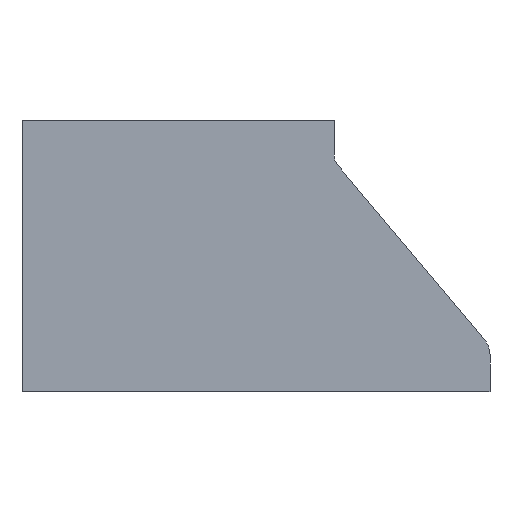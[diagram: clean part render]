
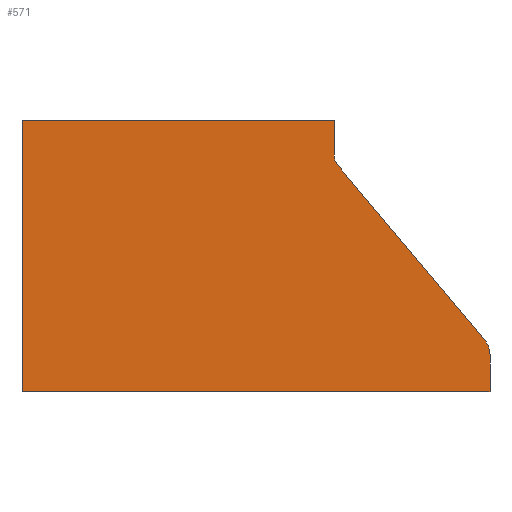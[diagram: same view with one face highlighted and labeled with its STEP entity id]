
A CAD part, front view. The second image highlights one B-rep face of the part: STEP entity #571.
In plain terms, the highlighted planar face has unit normal (0, -1, 0).
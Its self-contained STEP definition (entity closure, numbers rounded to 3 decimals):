
#23 = AXIS2_PLACEMENT_3D ( 'NONE', #1136, #1137, #1138 ) ;
#24 = AXIS2_PLACEMENT_3D ( 'NONE', #1132, #1133, #1134 ) ;
#52 = AXIS2_PLACEMENT_3D ( 'NONE', #478, #470, #491 ) ;
#100 = VERTEX_POINT ( 'NONE', #391 ) ;
#103 = VERTEX_POINT ( 'NONE', #390 ) ;
#117 = VERTEX_POINT ( 'NONE', #411 ) ;
#119 = VERTEX_POINT ( 'NONE', #413 ) ;
#174 = FACE_OUTER_BOUND ( 'NONE', #826, .T. ) ;
#206 = LINE ( 'NONE', #486, #208 ) ;
#208 = VECTOR ( 'NONE', #560, 1000. ) ;
#234 = LINE ( 'NONE', #991, #236 ) ;
#236 = VECTOR ( 'NONE', #992, 1000. ) ;
#265 = LINE ( 'NONE', #1037, #268 ) ;
#268 = VECTOR ( 'NONE', #1038, 1000. ) ;
#322 = LINE ( 'NONE', #1110, #325 ) ;
#325 = VECTOR ( 'NONE', #1111, 1000. ) ;
#332 = LINE ( 'NONE', #1120, #335 ) ;
#335 = VECTOR ( 'NONE', #1121, 1000. ) ;
#336 = LINE ( 'NONE', #1113, #338 ) ;
#338 = VECTOR ( 'NONE', #1105, 1000. ) ;
#339 = CIRCLE ( 'NONE', #24, 20. ) ;
#341 = CIRCLE ( 'NONE', #23, 30. ) ;
#390 = CARTESIAN_POINT ( 'NONE',  ( 800., 0., -348. ) ) ;
#391 = CARTESIAN_POINT ( 'NONE',  ( 800., 0., -300.652 ) ) ;
#411 = CARTESIAN_POINT ( 'NONE',  ( 600., 0., 0. ) ) ;
#413 = CARTESIAN_POINT ( 'NONE',  ( 600., 0., -44.433 ) ) ;
#470 = DIRECTION ( 'NONE',  ( 0., 1., 0. ) ) ;
#478 = CARTESIAN_POINT ( 'NONE',  ( -220., 0., -44.433 ) ) ;
#486 = CARTESIAN_POINT ( 'NONE',  ( 600., 0., 0. ) ) ;
#491 = DIRECTION ( 'NONE',  ( 0., 0., 1. ) ) ;
#492 = PLANE ( 'NONE',  #52 ) ;
#560 = DIRECTION ( 'NONE',  ( 0., 0., 1. ) ) ;
#571 = ADVANCED_FACE ( 'NONE', ( #174 ), #492, .F. ) ;
#609 = EDGE_CURVE ( 'NONE', #119, #117, #206, .T. ) ;
#626 = EDGE_CURVE ( 'NONE', #103, #100, #234, .T. ) ;
#644 = EDGE_CURVE ( 'NONE', #783, #117, #265, .T. ) ;
#676 = EDGE_CURVE ( 'NONE', #103, #791, #322, .T. ) ;
#681 = EDGE_CURVE ( 'NONE', #791, #783, #332, .T. ) ;
#683 = EDGE_CURVE ( 'NONE', #778, #773, #336, .T. ) ;
#685 = EDGE_CURVE ( 'NONE', #773, #119, #339, .T. ) ;
#687 = EDGE_CURVE ( 'NONE', #100, #778, #341, .T. ) ;
#710 = ORIENTED_EDGE ( 'NONE', *, *, #687, .T. ) ;
#731 = ORIENTED_EDGE ( 'NONE', *, *, #681, .F. ) ;
#738 = ORIENTED_EDGE ( 'NONE', *, *, #626, .T. ) ;
#745 = ORIENTED_EDGE ( 'NONE', *, *, #644, .F. ) ;
#747 = ORIENTED_EDGE ( 'NONE', *, *, #676, .F. ) ;
#773 = VERTEX_POINT ( 'NONE', #1148 ) ;
#778 = VERTEX_POINT ( 'NONE', #1159 ) ;
#783 = VERTEX_POINT ( 'NONE', #1164 ) ;
#791 = VERTEX_POINT ( 'NONE', #1172 ) ;
#826 = EDGE_LOOP ( 'NONE', ( #745, #731, #747, #738, #710, #871, #849, #839 ) ) ;
#839 = ORIENTED_EDGE ( 'NONE', *, *, #609, .T. ) ;
#849 = ORIENTED_EDGE ( 'NONE', *, *, #685, .T. ) ;
#871 = ORIENTED_EDGE ( 'NONE', *, *, #683, .T. ) ;
#991 = CARTESIAN_POINT ( 'NONE',  ( 800., 0., -300.652 ) ) ;
#992 = DIRECTION ( 'NONE',  ( 0., 0., 1. ) ) ;
#1037 = CARTESIAN_POINT ( 'NONE',  ( -200., 0., 0. ) ) ;
#1038 = DIRECTION ( 'NONE',  ( 1., 0., 0. ) ) ;
#1105 = DIRECTION ( 'NONE',  ( -0.643, 0., 0.766 ) ) ;
#1110 = CARTESIAN_POINT ( 'NONE',  ( -400., 0., -348. ) ) ;
#1111 = DIRECTION ( 'NONE',  ( -1., 0., 0. ) ) ;
#1113 = CARTESIAN_POINT ( 'NONE',  ( 604.688, 0., -57.3 ) ) ;
#1120 = CARTESIAN_POINT ( 'NONE',  ( 200., 0., 0. ) ) ;
#1121 = DIRECTION ( 'NONE',  ( 0., 0., 1. ) ) ;
#1132 = CARTESIAN_POINT ( 'NONE',  ( 620., 0., -44.433 ) ) ;
#1133 = DIRECTION ( 'NONE',  ( 0., 1., 0. ) ) ;
#1134 = DIRECTION ( 'NONE',  ( 0., 0., 1. ) ) ;
#1136 = CARTESIAN_POINT ( 'NONE',  ( 770., 0., -300.652 ) ) ;
#1137 = DIRECTION ( 'NONE',  ( 0., -1., 0. ) ) ;
#1138 = DIRECTION ( 'NONE',  ( 0., 0., 1. ) ) ;
#1148 = CARTESIAN_POINT ( 'NONE',  ( 604.688, 0., -57.3 ) ) ;
#1159 = CARTESIAN_POINT ( 'NONE',  ( 792.967, 0., -281.352 ) ) ;
#1164 = CARTESIAN_POINT ( 'NONE',  ( 200., 0., 0. ) ) ;
#1172 = CARTESIAN_POINT ( 'NONE',  ( 200., 0., -348. ) ) ;
